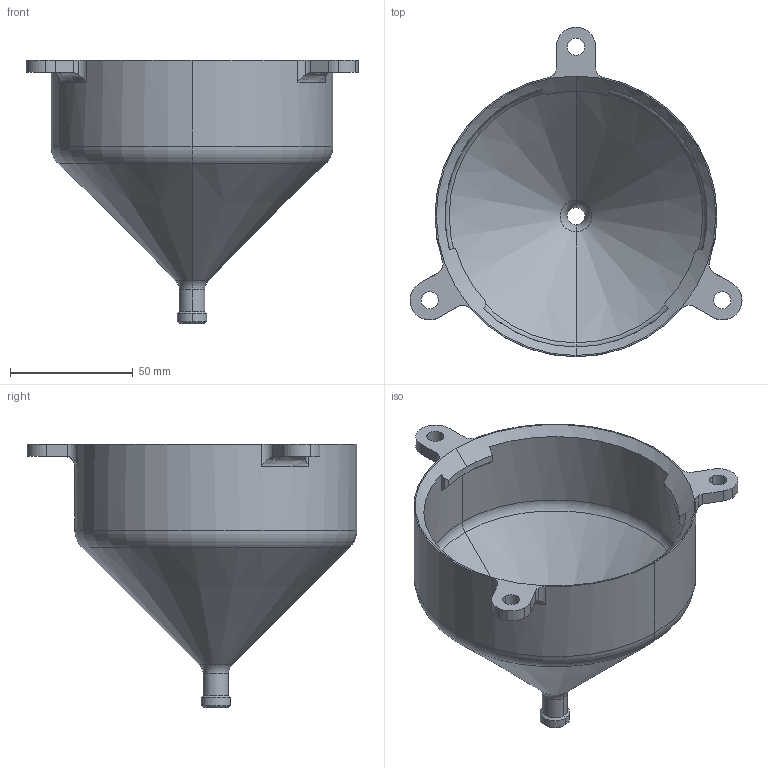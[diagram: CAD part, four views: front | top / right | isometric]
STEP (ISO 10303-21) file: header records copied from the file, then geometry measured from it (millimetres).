
FILE_DESCRIPTION (( 'STEP AP203' ), '1' );
FILE_NAME ('Cone_Module.STEP', '2020-11-29T12:39:03', ( '' ), ( '' ), '', '', '' );
FILE_SCHEMA (( 'CONFIG_CONTROL_DESIGN' ));
Length unit declared in the file: millimetre
Products named in the file (1): Cone_Module
Bounding box: 135.41 x 134.44 x 107.5 mm (x, y, z)
Volume: 111439 mm3; surface area: 57987.8 mm2
Topology: 1 solids, 1 shells, 79 faces, 208 edges, 131 vertices
Faces by surface type: cylinder 35, plane 20, cone 13, torus 11
Entity records: 2655 total; most frequent: CARTESIAN_POINT 565, DIRECTION 446, ORIENTED_EDGE 416, EDGE_CURVE 208, AXIS2_PLACEMENT_3D 178, VERTEX_POINT 131, CIRCLE 98, LINE 90
